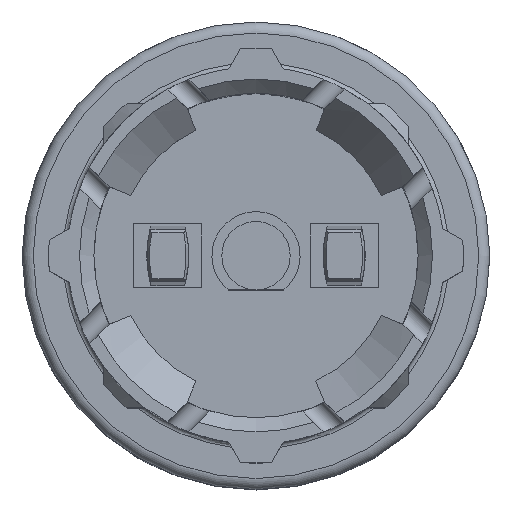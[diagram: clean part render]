
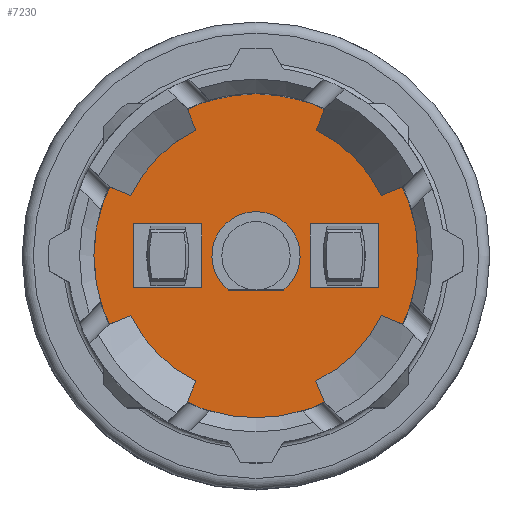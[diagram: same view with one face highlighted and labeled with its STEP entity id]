
A CAD part, top view. The second image highlights one B-rep face of the part: STEP entity #7230.
In plain terms, the highlighted planar face has unit normal (0, 0, 1).
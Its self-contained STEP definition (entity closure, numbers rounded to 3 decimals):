
#196=FACE_BOUND('',#1416,.T.);
#197=FACE_BOUND('',#1417,.T.);
#198=FACE_BOUND('',#1418,.T.);
#391=CIRCLE('',#7676,7.35);
#465=CIRCLE('',#7841,2.);
#1002=FACE_OUTER_BOUND('',#1415,.T.);
#1415=EDGE_LOOP('',(#6598));
#1416=EDGE_LOOP('',(#6599,#6600));
#1417=EDGE_LOOP('',(#6601,#6602,#6603,#6604));
#1418=EDGE_LOOP('',(#6605,#6606,#6607,#6608));
#1832=LINE('',#26632,#2328);
#1835=LINE('',#26637,#2331);
#1851=LINE('',#26700,#2347);
#1854=LINE('',#26705,#2350);
#1883=LINE('',#26949,#2379);
#1916=LINE('',#27131,#2412);
#1918=LINE('',#27134,#2414);
#1919=LINE('',#27137,#2415);
#1921=LINE('',#27140,#2417);
#2328=VECTOR('',#9327,10.);
#2331=VECTOR('',#9332,10.);
#2347=VECTOR('',#9398,10.);
#2350=VECTOR('',#9403,10.);
#2379=VECTOR('',#9520,10.);
#2412=VECTOR('',#9653,10.);
#2414=VECTOR('',#9657,10.);
#2415=VECTOR('',#9660,10.);
#2417=VECTOR('',#9664,10.);
#3275=VERTEX_POINT('',#26433);
#3315=VERTEX_POINT('',#26630);
#3316=VERTEX_POINT('',#26631);
#3317=VERTEX_POINT('',#26636);
#3338=VERTEX_POINT('',#26698);
#3339=VERTEX_POINT('',#26699);
#3340=VERTEX_POINT('',#26704);
#3381=VERTEX_POINT('',#26946);
#3382=VERTEX_POINT('',#26948);
#3398=VERTEX_POINT('',#27130);
#3399=VERTEX_POINT('',#27136);
#4255=EDGE_CURVE('',#3275,#3275,#391,.T.);
#4331=EDGE_CURVE('',#3315,#3316,#1832,.T.);
#4334=EDGE_CURVE('',#3317,#3315,#1835,.T.);
#4364=EDGE_CURVE('',#3338,#3339,#1851,.T.);
#4367=EDGE_CURVE('',#3340,#3338,#1854,.T.);
#4438=EDGE_CURVE('',#3382,#3381,#1883,.T.);
#4440=EDGE_CURVE('',#3381,#3382,#465,.T.);
#4491=EDGE_CURVE('',#3398,#3317,#1916,.T.);
#4493=EDGE_CURVE('',#3316,#3398,#1918,.T.);
#4494=EDGE_CURVE('',#3399,#3340,#1919,.T.);
#4496=EDGE_CURVE('',#3339,#3399,#1921,.T.);
#6598=ORIENTED_EDGE('',*,*,#4255,.T.);
#6599=ORIENTED_EDGE('',*,*,#4438,.T.);
#6600=ORIENTED_EDGE('',*,*,#4440,.T.);
#6601=ORIENTED_EDGE('',*,*,#4334,.F.);
#6602=ORIENTED_EDGE('',*,*,#4491,.F.);
#6603=ORIENTED_EDGE('',*,*,#4493,.F.);
#6604=ORIENTED_EDGE('',*,*,#4331,.F.);
#6605=ORIENTED_EDGE('',*,*,#4367,.F.);
#6606=ORIENTED_EDGE('',*,*,#4494,.F.);
#6607=ORIENTED_EDGE('',*,*,#4496,.F.);
#6608=ORIENTED_EDGE('',*,*,#4364,.F.);
#6840=PLANE('',#7893);
#7230=ADVANCED_FACE('',(#1002,#196,#197,#198),#6840,.T.);
#7676=AXIS2_PLACEMENT_3D('',#26435,#9118,#9119);
#7841=AXIS2_PLACEMENT_3D('',#26952,#9524,#9525);
#7893=AXIS2_PLACEMENT_3D('',#27141,#9665,#9666);
#9118=DIRECTION('center_axis',(0.,0.,
1.));
#9119=DIRECTION('ref_axis',(1.,0.,0.));
#9327=DIRECTION('',(0.,1.,0.));
#9332=DIRECTION('',(1.,0.,0.));
#9398=DIRECTION('',(0.,1.,0.));
#9403=DIRECTION('',(1.,0.,0.));
#9520=DIRECTION('',(-1.,0.,0.));
#9524=DIRECTION('center_axis',(0.,0.,
-1.));
#9525=DIRECTION('ref_axis',(-0.632,-0.775,0.));
#9653=DIRECTION('',(0.,-1.,0.));
#9657=DIRECTION('',(-1.,0.,0.));
#9660=DIRECTION('',(0.,-1.,0.));
#9664=DIRECTION('',(-1.,0.,0.));
#9665=DIRECTION('center_axis',(0.,0.,
1.));
#9666=DIRECTION('ref_axis',(1.,0.,0.));
#26433=CARTESIAN_POINT('',(0.,7.35,4.8));
#26435=CARTESIAN_POINT('Origin',(0.,0.,
4.8));
#26630=CARTESIAN_POINT('',(5.55,-1.45,4.8));
#26631=CARTESIAN_POINT('',(5.55,1.45,4.8));
#26632=CARTESIAN_POINT('',(5.55,0.,4.8));
#26636=CARTESIAN_POINT('',(2.45,-1.45,4.8));
#26637=CARTESIAN_POINT('',(2.,-1.45,4.8));
#26698=CARTESIAN_POINT('',(-2.45,-1.45,4.8));
#26699=CARTESIAN_POINT('',(-2.45,1.45,4.8));
#26700=CARTESIAN_POINT('',(-2.45,0.,4.8));
#26704=CARTESIAN_POINT('',(-5.55,-1.45,4.8));
#26705=CARTESIAN_POINT('',(-2.,-1.45,4.8));
#26946=CARTESIAN_POINT('',(-1.264,-1.55,4.8));
#26948=CARTESIAN_POINT('',(1.264,-1.55,4.8));
#26949=CARTESIAN_POINT('',(0.632,-1.55,4.8));
#26952=CARTESIAN_POINT('Origin',(0.,0.,
4.8));
#27130=CARTESIAN_POINT('',(2.45,1.45,4.8));
#27131=CARTESIAN_POINT('',(2.45,0.,4.8));
#27134=CARTESIAN_POINT('',(2.,1.45,4.8));
#27136=CARTESIAN_POINT('',(-5.55,1.45,4.8));
#27137=CARTESIAN_POINT('',(-5.55,0.,4.8));
#27140=CARTESIAN_POINT('',(-2.,1.45,4.8));
#27141=CARTESIAN_POINT('Origin',(0.,0.,
4.8));
